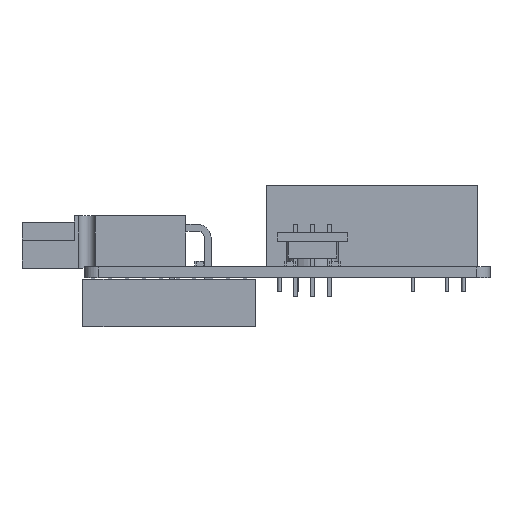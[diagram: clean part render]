
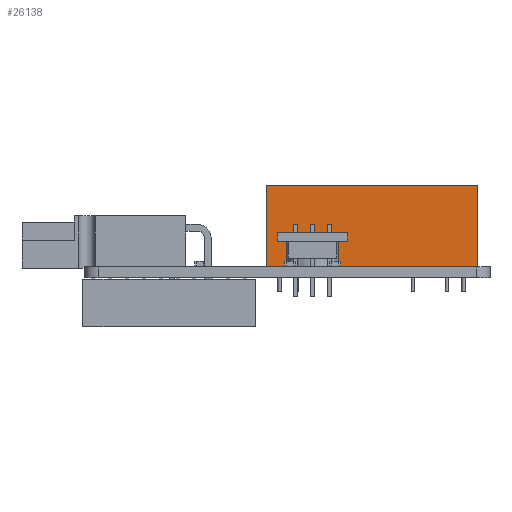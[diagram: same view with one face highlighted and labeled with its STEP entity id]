
A CAD part, front view. The second image highlights one B-rep face of the part: STEP entity #26138.
In plain terms, the highlighted face is planar.
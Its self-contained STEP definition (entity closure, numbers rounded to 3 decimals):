
#26138 = ADVANCED_FACE('',(#26139),#26153,.F.);
#26139 = FACE_BOUND('',#26140,.F.);
#26140 = EDGE_LOOP('',(#26141,#26176,#26204,#26232));
#26141 = ORIENTED_EDGE('',*,*,#26142,.F.);
#26142 = EDGE_CURVE('',#26143,#26145,#26147,.T.);
#26143 = VERTEX_POINT('',#26144);
#26144 = CARTESIAN_POINT('',(0.,31.75,12.192));
#26145 = VERTEX_POINT('',#26146);
#26146 = CARTESIAN_POINT('',(0.,31.75,0.));
#26147 = SURFACE_CURVE('',#26148,(#26152,#26164),.PCURVE_S1.);
#26148 = LINE('',#26149,#26150);
#26149 = CARTESIAN_POINT('',(0.,31.75,12.192));
#26150 = VECTOR('',#26151,1.);
#26151 = DIRECTION('',(0.,0.,-1.));
#26152 = PCURVE('',#26153,#26158);
#26153 = PLANE('',#26154);
#26154 = AXIS2_PLACEMENT_3D('',#26155,#26156,#26157);
#26155 = CARTESIAN_POINT('',(0.,31.75,12.192));
#26156 = DIRECTION('',(1.,0.,0.));
#26157 = DIRECTION('',(0.,0.,-1.));
#26158 = DEFINITIONAL_REPRESENTATION('',(#26159),#26163);
#26159 = LINE('',#26160,#26161);
#26160 = CARTESIAN_POINT('',(0.,0.));
#26161 = VECTOR('',#26162,1.);
#26162 = DIRECTION('',(1.,0.));
#26163 = ( GEOMETRIC_REPRESENTATION_CONTEXT(2) 
PARAMETRIC_REPRESENTATION_CONTEXT() REPRESENTATION_CONTEXT('2D SPACE',''
  ) );
#26164 = PCURVE('',#26165,#26170);
#26165 = PLANE('',#26166);
#26166 = AXIS2_PLACEMENT_3D('',#26167,#26168,#26169);
#26167 = CARTESIAN_POINT('',(20.32,31.75,12.192));
#26168 = DIRECTION('',(0.,-1.,0.));
#26169 = DIRECTION('',(0.,0.,-1.));
#26170 = DEFINITIONAL_REPRESENTATION('',(#26171),#26175);
#26171 = LINE('',#26172,#26173);
#26172 = CARTESIAN_POINT('',(0.,-20.32));
#26173 = VECTOR('',#26174,1.);
#26174 = DIRECTION('',(1.,0.));
#26175 = ( GEOMETRIC_REPRESENTATION_CONTEXT(2) 
PARAMETRIC_REPRESENTATION_CONTEXT() REPRESENTATION_CONTEXT('2D SPACE',''
  ) );
#26176 = ORIENTED_EDGE('',*,*,#26177,.T.);
#26177 = EDGE_CURVE('',#26143,#26178,#26180,.T.);
#26178 = VERTEX_POINT('',#26179);
#26179 = CARTESIAN_POINT('',(0.,0.,12.192));
#26180 = SURFACE_CURVE('',#26181,(#26185,#26192),.PCURVE_S1.);
#26181 = LINE('',#26182,#26183);
#26182 = CARTESIAN_POINT('',(0.,31.75,12.192));
#26183 = VECTOR('',#26184,1.);
#26184 = DIRECTION('',(0.,-1.,0.));
#26185 = PCURVE('',#26153,#26186);
#26186 = DEFINITIONAL_REPRESENTATION('',(#26187),#26191);
#26187 = LINE('',#26188,#26189);
#26188 = CARTESIAN_POINT('',(0.,0.));
#26189 = VECTOR('',#26190,1.);
#26190 = DIRECTION('',(0.,-1.));
#26191 = ( GEOMETRIC_REPRESENTATION_CONTEXT(2) 
PARAMETRIC_REPRESENTATION_CONTEXT() REPRESENTATION_CONTEXT('2D SPACE',''
  ) );
#26192 = PCURVE('',#26193,#26198);
#26193 = PLANE('',#26194);
#26194 = AXIS2_PLACEMENT_3D('',#26195,#26196,#26197);
#26195 = CARTESIAN_POINT('',(0.,0.,12.192));
#26196 = DIRECTION('',(0.,0.,1.));
#26197 = DIRECTION('',(1.,0.,0.));
#26198 = DEFINITIONAL_REPRESENTATION('',(#26199),#26203);
#26199 = LINE('',#26200,#26201);
#26200 = CARTESIAN_POINT('',(0.,31.75));
#26201 = VECTOR('',#26202,1.);
#26202 = DIRECTION('',(0.,-1.));
#26203 = ( GEOMETRIC_REPRESENTATION_CONTEXT(2) 
PARAMETRIC_REPRESENTATION_CONTEXT() REPRESENTATION_CONTEXT('2D SPACE',''
  ) );
#26204 = ORIENTED_EDGE('',*,*,#26205,.T.);
#26205 = EDGE_CURVE('',#26178,#26206,#26208,.T.);
#26206 = VERTEX_POINT('',#26207);
#26207 = CARTESIAN_POINT('',(0.,0.,0.));
#26208 = SURFACE_CURVE('',#26209,(#26213,#26220),.PCURVE_S1.);
#26209 = LINE('',#26210,#26211);
#26210 = CARTESIAN_POINT('',(0.,0.,12.192));
#26211 = VECTOR('',#26212,1.);
#26212 = DIRECTION('',(0.,0.,-1.));
#26213 = PCURVE('',#26153,#26214);
#26214 = DEFINITIONAL_REPRESENTATION('',(#26215),#26219);
#26215 = LINE('',#26216,#26217);
#26216 = CARTESIAN_POINT('',(0.,-31.75));
#26217 = VECTOR('',#26218,1.);
#26218 = DIRECTION('',(1.,0.));
#26219 = ( GEOMETRIC_REPRESENTATION_CONTEXT(2) 
PARAMETRIC_REPRESENTATION_CONTEXT() REPRESENTATION_CONTEXT('2D SPACE',''
  ) );
#26220 = PCURVE('',#26221,#26226);
#26221 = PLANE('',#26222);
#26222 = AXIS2_PLACEMENT_3D('',#26223,#26224,#26225);
#26223 = CARTESIAN_POINT('',(0.,0.,12.192));
#26224 = DIRECTION('',(0.,1.,0.));
#26225 = DIRECTION('',(0.,0.,1.));
#26226 = DEFINITIONAL_REPRESENTATION('',(#26227),#26231);
#26227 = LINE('',#26228,#26229);
#26228 = CARTESIAN_POINT('',(0.,0.));
#26229 = VECTOR('',#26230,1.);
#26230 = DIRECTION('',(-1.,0.));
#26231 = ( GEOMETRIC_REPRESENTATION_CONTEXT(2) 
PARAMETRIC_REPRESENTATION_CONTEXT() REPRESENTATION_CONTEXT('2D SPACE',''
  ) );
#26232 = ORIENTED_EDGE('',*,*,#26233,.F.);
#26233 = EDGE_CURVE('',#26145,#26206,#26234,.T.);
#26234 = SURFACE_CURVE('',#26235,(#26239,#26246),.PCURVE_S1.);
#26235 = LINE('',#26236,#26237);
#26236 = CARTESIAN_POINT('',(0.,31.75,0.));
#26237 = VECTOR('',#26238,1.);
#26238 = DIRECTION('',(0.,-1.,0.));
#26239 = PCURVE('',#26153,#26240);
#26240 = DEFINITIONAL_REPRESENTATION('',(#26241),#26245);
#26241 = LINE('',#26242,#26243);
#26242 = CARTESIAN_POINT('',(12.192,0.));
#26243 = VECTOR('',#26244,1.);
#26244 = DIRECTION('',(0.,-1.));
#26245 = ( GEOMETRIC_REPRESENTATION_CONTEXT(2) 
PARAMETRIC_REPRESENTATION_CONTEXT() REPRESENTATION_CONTEXT('2D SPACE',''
  ) );
#26246 = PCURVE('',#26247,#26252);
#26247 = PLANE('',#26248);
#26248 = AXIS2_PLACEMENT_3D('',#26249,#26250,#26251);
#26249 = CARTESIAN_POINT('',(0.,0.,0.));
#26250 = DIRECTION('',(0.,0.,1.));
#26251 = DIRECTION('',(1.,0.,0.));
#26252 = DEFINITIONAL_REPRESENTATION('',(#26253),#26257);
#26253 = LINE('',#26254,#26255);
#26254 = CARTESIAN_POINT('',(0.,31.75));
#26255 = VECTOR('',#26256,1.);
#26256 = DIRECTION('',(0.,-1.));
#26257 = ( GEOMETRIC_REPRESENTATION_CONTEXT(2) 
PARAMETRIC_REPRESENTATION_CONTEXT() REPRESENTATION_CONTEXT('2D SPACE',''
  ) );
